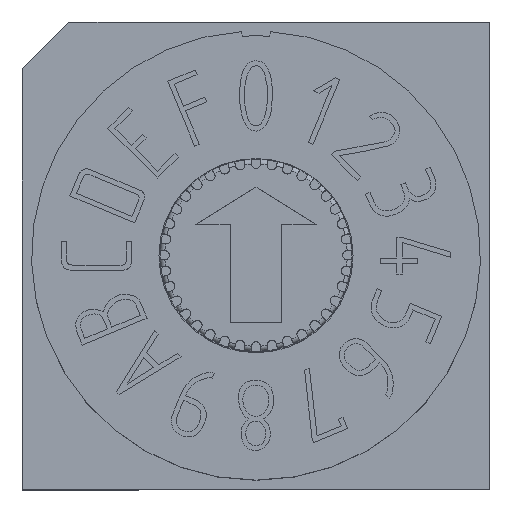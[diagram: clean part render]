
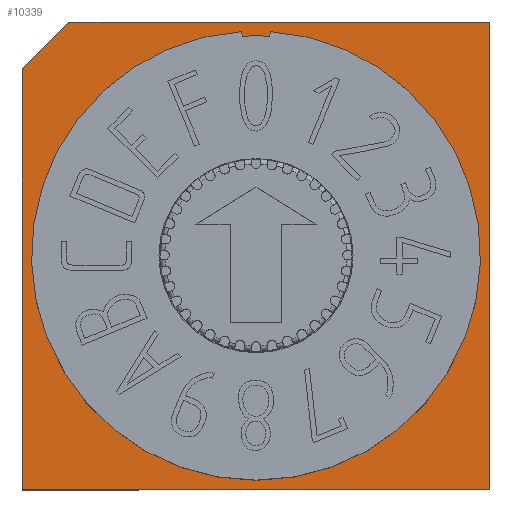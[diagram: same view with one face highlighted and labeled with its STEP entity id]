
A CAD part, top view. The second image highlights one B-rep face of the part: STEP entity #10339.
In plain terms, the highlighted planar face has unit normal (0, 0, 1).
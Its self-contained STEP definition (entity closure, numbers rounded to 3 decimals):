
#312=CIRCLE('',#10969,4.7);
#314=CIRCLE('',#10979,4.8);
#575=PLANE('',#10981);
#1132=LINE('',#16165,#1727);
#1137=LINE('',#16180,#1732);
#1142=LINE('',#16191,#1737);
#1144=LINE('',#16195,#1739);
#1148=LINE('',#16204,#1743);
#1158=LINE('',#16230,#1753);
#1159=LINE('',#16231,#1754);
#1727=VECTOR('',#12606,1000.);
#1732=VECTOR('',#12619,1000.);
#1737=VECTOR('',#12626,1000.);
#1739=VECTOR('',#12630,1000.);
#1743=VECTOR('',#12636,1000.);
#1753=VECTOR('',#12660,1000.);
#1754=VECTOR('',#12661,1000.);
#3233=ORIENTED_EDGE('',*,*,#5006,.T.);
#3234=ORIENTED_EDGE('',*,*,#4984,.F.);
#3235=ORIENTED_EDGE('',*,*,#4981,.F.);
#3236=ORIENTED_EDGE('',*,*,#4977,.F.);
#3237=ORIENTED_EDGE('',*,*,#4989,.T.);
#3238=ORIENTED_EDGE('',*,*,#5008,.F.);
#3239=ORIENTED_EDGE('',*,*,#4991,.T.);
#3240=ORIENTED_EDGE('',*,*,#4995,.T.);
#3241=ORIENTED_EDGE('',*,*,#5009,.T.);
#4977=EDGE_CURVE('',#5797,#5798,#1132,.T.);
#4981=EDGE_CURVE('',#5798,#5801,#312,.T.);
#4984=EDGE_CURVE('',#5801,#5803,#1137,.T.);
#4989=EDGE_CURVE('',#5808,#5807,#1142,.T.);
#4991=EDGE_CURVE('',#5809,#5810,#1144,.T.);
#4995=EDGE_CURVE('',#5810,#5813,#1148,.T.);
#5006=EDGE_CURVE('',#5797,#5803,#314,.T.);
#5008=EDGE_CURVE('',#5809,#5807,#1158,.T.);
#5009=EDGE_CURVE('',#5813,#5808,#1159,.T.);
#5797=VERTEX_POINT('',#16166);
#5798=VERTEX_POINT('',#16167);
#5801=VERTEX_POINT('',#16175);
#5803=VERTEX_POINT('',#16181);
#5807=VERTEX_POINT('',#16190);
#5808=VERTEX_POINT('',#16192);
#5809=VERTEX_POINT('',#16196);
#5810=VERTEX_POINT('',#16197);
#5813=VERTEX_POINT('',#16205);
#6506=EDGE_LOOP('',(#3233,#3234,#3235,#3236));
#6507=EDGE_LOOP('',(#3237,#3238,#3239,#3240,#3241));
#6961=FACE_BOUND('',#6506,.T.);
#6962=FACE_BOUND('',#6507,.T.);
#10339=ADVANCED_FACE('',(#6961,#6962),#575,.T.);
#10969=AXIS2_PLACEMENT_3D('',#16174,#12612,#12613);
#10979=AXIS2_PLACEMENT_3D('',#16227,#12654,#12655);
#10981=AXIS2_PLACEMENT_3D('',#16229,#12658,#12659);
#12606=DIRECTION('',(0.063,0.998,0.));
#12612=DIRECTION('',(0.,0.,1.));
#12613=DIRECTION('',(1.,0.,0.));
#12619=DIRECTION('',(0.063,-0.998,0.));
#12626=DIRECTION('',(1.,0.,0.));
#12630=DIRECTION('',(0.,1.,0.));
#12636=DIRECTION('',(-1.,0.,0.));
#12654=DIRECTION('',(0.,0.,-1.));
#12655=DIRECTION('',(1.,0.,0.));
#12658=DIRECTION('',(0.,0.,1.));
#12659=DIRECTION('',(1.,0.,0.));
#12660=DIRECTION('',(-0.707,-0.707,0.));
#12661=DIRECTION('',(0.,-1.,0.));
#16165=CARTESIAN_POINT('',(-0.297,-4.691,2.8));
#16166=CARTESIAN_POINT('',(-0.303,-4.79,2.8));
#16167=CARTESIAN_POINT('',(-0.297,-4.691,2.8));
#16174=CARTESIAN_POINT('',(0.,0.,2.8));
#16175=CARTESIAN_POINT('',(0.297,-4.691,2.8));
#16180=CARTESIAN_POINT('',(0.303,-4.79,2.8));
#16181=CARTESIAN_POINT('',(0.303,-4.79,2.8));
#16190=CARTESIAN_POINT('',(4.,-5.,2.8));
#16191=CARTESIAN_POINT('',(-5.,-5.,2.8));
#16192=CARTESIAN_POINT('',(-5.,-5.,2.8));
#16195=CARTESIAN_POINT('',(5.,-5.,2.8));
#16196=CARTESIAN_POINT('',(5.,-4.,2.8));
#16197=CARTESIAN_POINT('',(5.,5.,2.8));
#16204=CARTESIAN_POINT('',(5.,5.,2.8));
#16205=CARTESIAN_POINT('',(-5.,5.,2.8));
#16227=CARTESIAN_POINT('',(0.,0.,2.8));
#16229=CARTESIAN_POINT('',(-5.,-5.,2.8));
#16230=CARTESIAN_POINT('',(-0.5,-9.5,2.8));
#16231=CARTESIAN_POINT('',(-5.,5.,2.8));
